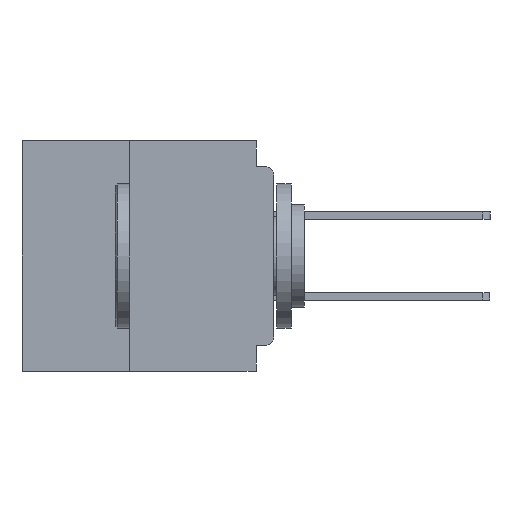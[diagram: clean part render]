
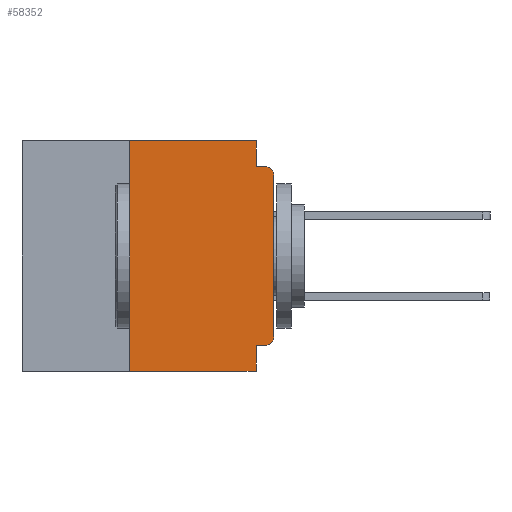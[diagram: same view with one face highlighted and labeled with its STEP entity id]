
A CAD part, left-side view. The second image highlights one B-rep face of the part: STEP entity #58352.
In plain terms, the highlighted planar face has unit normal (-1, 0, 0).
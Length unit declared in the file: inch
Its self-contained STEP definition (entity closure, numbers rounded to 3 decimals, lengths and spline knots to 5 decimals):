
#646 = EDGE_CURVE ( 'NONE', #28812, #46367, #27120, .T. ) ;
#1294 = DIRECTION ( 'NONE',  ( 0., -1., 0. ) ) ;
#1532 = CARTESIAN_POINT ( 'NONE',  ( 0., 0.015, -0.355 ) ) ;
#1811 = VECTOR ( 'NONE', #54887, 39.37008 ) ;
#3400 = AXIS2_PLACEMENT_3D ( 'NONE', #45640, #59556, #31816 ) ;
#4895 = CARTESIAN_POINT ( 'NONE',  ( 0., 0., 0. ) ) ;
#6125 = LINE ( 'NONE', #51018, #29778 ) ;
#6310 = VERTEX_POINT ( 'NONE', #12296 ) ;
#6694 = ORIENTED_EDGE ( 'NONE', *, *, #47118, .F. ) ;
#7367 = EDGE_CURVE ( 'NONE', #59033, #6310, #54894, .T. ) ;
#7818 = VECTOR ( 'NONE', #33153, 39.37008 ) ;
#8059 = CARTESIAN_POINT ( 'NONE',  ( 0., 0.031, -0.4 ) ) ;
#8496 = LINE ( 'NONE', #44229, #11473 ) ;
#10939 = CARTESIAN_POINT ( 'NONE',  ( 0., 0.25, -0.4 ) ) ;
#11462 = DIRECTION ( 'NONE',  ( 0., -1., 0. ) ) ;
#11473 = VECTOR ( 'NONE', #11462, 39.37008 ) ;
#12296 = CARTESIAN_POINT ( 'NONE',  ( 0., 0.015, -0.045 ) ) ;
#14392 = LINE ( 'NONE', #59512, #1811 ) ;
#15830 = CIRCLE ( 'NONE', #50776, 0.015 ) ;
#16330 = CARTESIAN_POINT ( 'NONE',  ( 0., 0.015, -0.06 ) ) ;
#19221 = DIRECTION ( 'NONE',  ( -1., 0., 0. ) ) ;
#19955 = FACE_OUTER_BOUND ( 'NONE', #45680, .T. ) ;
#20069 = EDGE_CURVE ( 'NONE', #44778, #35511, #6125, .T. ) ;
#20973 = DIRECTION ( 'NONE',  ( 0., -1., 0. ) ) ;
#21016 = DIRECTION ( 'NONE',  ( 0., 0., -1. ) ) ;
#22005 = CARTESIAN_POINT ( 'NONE',  ( 0., 0.031, 0. ) ) ;
#23494 = LINE ( 'NONE', #38720, #46833 ) ;
#24554 = ORIENTED_EDGE ( 'NONE', *, *, #48202, .F. ) ;
#25604 = VECTOR ( 'NONE', #58171, 39.37008 ) ;
#26478 = LINE ( 'NONE', #48911, #51170 ) ;
#27120 = LINE ( 'NONE', #53371, #25604 ) ;
#28394 = EDGE_CURVE ( 'NONE', #32784, #59033, #34358, .T. ) ;
#28812 = VERTEX_POINT ( 'NONE', #22005 ) ;
#29778 = VECTOR ( 'NONE', #46202, 39.37008 ) ;
#31816 = DIRECTION ( 'NONE',  ( 0., 0., -1. ) ) ;
#32784 = VERTEX_POINT ( 'NONE', #42378 ) ;
#33095 = LINE ( 'NONE', #50308, #56279 ) ;
#33153 = DIRECTION ( 'NONE',  ( 0., 0., 1. ) ) ;
#34358 = LINE ( 'NONE', #4895, #7818 ) ;
#35285 = ORIENTED_EDGE ( 'NONE', *, *, #36518, .F. ) ;
#35511 = VERTEX_POINT ( 'NONE', #37492 ) ;
#36518 = EDGE_CURVE ( 'NONE', #35511, #45072, #33095, .T. ) ;
#37492 = CARTESIAN_POINT ( 'NONE',  ( 0., 0.031, -0.355 ) ) ;
#38720 = CARTESIAN_POINT ( 'NONE',  ( 0., 0., -0.045 ) ) ;
#40143 = CARTESIAN_POINT ( 'NONE',  ( 0., 0.25, 0. ) ) ;
#40290 = ORIENTED_EDGE ( 'NONE', *, *, #55575, .T. ) ;
#42360 = ORIENTED_EDGE ( 'NONE', *, *, #7367, .T. ) ;
#42378 = CARTESIAN_POINT ( 'NONE',  ( 0., 0., -0.34 ) ) ;
#42475 = ORIENTED_EDGE ( 'NONE', *, *, #28394, .T. ) ;
#42742 = EDGE_CURVE ( 'NONE', #52069, #45072, #8496, .T. ) ;
#44229 = CARTESIAN_POINT ( 'NONE',  ( 0., 0.437, -0.4 ) ) ;
#44778 = VERTEX_POINT ( 'NONE', #1532 ) ;
#45072 = VERTEX_POINT ( 'NONE', #8059 ) ;
#45640 = CARTESIAN_POINT ( 'NONE',  ( 0., 0.437, 0. ) ) ;
#45680 = EDGE_LOOP ( 'NONE', ( #42475, #42360, #24554, #59243, #6694, #59520, #52351, #35285, #51510, #40290 ) ) ;
#46202 = DIRECTION ( 'NONE',  ( 0., 1., 0. ) ) ;
#46367 = VERTEX_POINT ( 'NONE', #54951 ) ;
#46833 = VECTOR ( 'NONE', #1294, 39.37008 ) ;
#46998 = AXIS2_PLACEMENT_3D ( 'NONE', #16330, #48953, #21016 ) ;
#47118 = EDGE_CURVE ( 'NONE', #58908, #28812, #26478, .T. ) ;
#47154 = CARTESIAN_POINT ( 'NONE',  ( 0., 0.015, -0.34 ) ) ;
#48202 = EDGE_CURVE ( 'NONE', #46367, #6310, #23494, .T. ) ;
#48911 = CARTESIAN_POINT ( 'NONE',  ( 0., 0.437, 0. ) ) ;
#48953 = DIRECTION ( 'NONE',  ( -1., 0., 0. ) ) ;
#50252 = PLANE ( 'NONE',  #3400 ) ;
#50308 = CARTESIAN_POINT ( 'NONE',  ( 0., 0.031, -0.4 ) ) ;
#50776 = AXIS2_PLACEMENT_3D ( 'NONE', #47154, #19221, #51791 ) ;
#51018 = CARTESIAN_POINT ( 'NONE',  ( 0., 0., -0.355 ) ) ;
#51170 = VECTOR ( 'NONE', #20973, 39.37008 ) ;
#51510 = ORIENTED_EDGE ( 'NONE', *, *, #20069, .F. ) ;
#51791 = DIRECTION ( 'NONE',  ( 0., 0., -1. ) ) ;
#52069 = VERTEX_POINT ( 'NONE', #10939 ) ;
#52351 = ORIENTED_EDGE ( 'NONE', *, *, #42742, .T. ) ;
#53371 = CARTESIAN_POINT ( 'NONE',  ( 0., 0.031, 0. ) ) ;
#54887 = DIRECTION ( 'NONE',  ( 0., 0., 1. ) ) ;
#54894 = CIRCLE ( 'NONE', #46998, 0.015 ) ;
#54951 = CARTESIAN_POINT ( 'NONE',  ( 0., 0.031, -0.045 ) ) ;
#55138 = EDGE_CURVE ( 'NONE', #52069, #58908, #14392, .T. ) ;
#55254 = CARTESIAN_POINT ( 'NONE',  ( 0., 0., -0.06 ) ) ;
#55575 = EDGE_CURVE ( 'NONE', #44778, #32784, #15830, .T. ) ;
#56279 = VECTOR ( 'NONE', #59611, 39.37008 ) ;
#58171 = DIRECTION ( 'NONE',  ( 0., 0., -1. ) ) ;
#58352 = ADVANCED_FACE ( 'NONE', ( #19955 ), #50252, .F. ) ;
#58908 = VERTEX_POINT ( 'NONE', #40143 ) ;
#59033 = VERTEX_POINT ( 'NONE', #55254 ) ;
#59243 = ORIENTED_EDGE ( 'NONE', *, *, #646, .F. ) ;
#59512 = CARTESIAN_POINT ( 'NONE',  ( 0., 0.25, -0.4 ) ) ;
#59520 = ORIENTED_EDGE ( 'NONE', *, *, #55138, .F. ) ;
#59556 = DIRECTION ( 'NONE',  ( 1., 0., 0. ) ) ;
#59611 = DIRECTION ( 'NONE',  ( 0., 0., -1. ) ) ;
